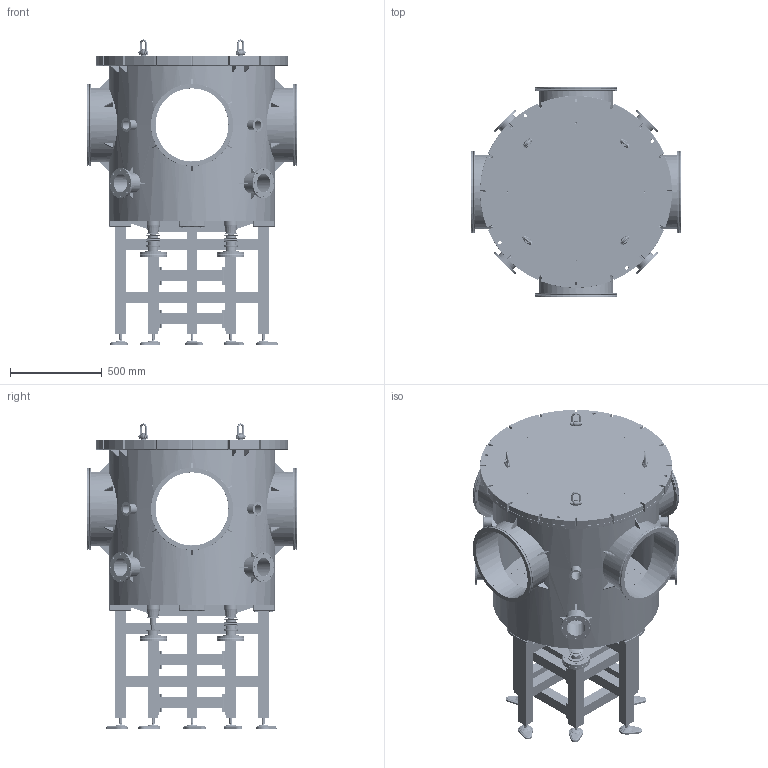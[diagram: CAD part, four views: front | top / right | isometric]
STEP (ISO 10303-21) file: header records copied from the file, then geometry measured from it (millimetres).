
FILE_DESCRIPTION (( 'STEP AP203' ), '1' );
FILE_NAME ('BeamSwitchingChamber-v3.STEP', '2025-04-29T09:31:09', ( '' ), ( '' ), 'SwSTEP 2.0', 'SolidWorks 2018', '' );
FILE_SCHEMA (( 'CONFIG_CONTROL_DESIGN' ));
Length unit declared in the file: millimetre
Products named in the file (45): Levelling elements with offset mounting LVQ.FO-80-14-SST-M16x108 (0)-1.stp; MP-1062019; Levelling elements with offset mounting LVQ.FO-80-14-SST-M16x108-2.stp; MP-1062712; formed hex screw_am_B18.2.3.2M - Formed hex screw, M12 x 1.75 x 25 --25WN; SL-1062708; MP-1062719; SL-1062709; BeamSwitchingChamber-v3; SL-1062706; SL-1062724; BeamSwitching_ChamberTable; MP-1062726; MP-1062711; SL-1062723; Levelling elements with offset mounting LVQ.FO-80-14-SST-M16x108 (0)-2.stp; Stiffener-3; MP-1062713; SLEB12.step; SL-1062705; MP-1062731; MP-1062715; Stiffener-2; BSC_Line feet; SL-1062707; SL-1062725; BeamSwitching_BreadboardTable; MP-1062710; MP-1062021; SL-1062702; SL-1062703; Stiffener-1; SL-1062704; MP-1062718; MP-1062018; BSC_Point feet; MP-1062020; SL-1062701; MP-1062720; MP-1062721 ...
Assembly tree (166 placements, depth 4):
  BeamSwitchingChamber-v3
    SL-1062701
    SL-1062702
    SL-1062703  x4
    SL-1062704  x4
    SL-1062705  x4
    SL-1062706  x5
    MP-1062710  x4
    Stiffener-2  x8
    SL-1062708
    SL-1062709
    MP-1062720  x2
    BeamSwitching_BreadboardTable
      SL-1062723  x4
      MP-1062722
      SL-1062724  x8
      MP-1062715  x4
      SL-1062725  x8
      BSC_Line feet
        MP-1062018
        MP-1062020
        MP-1062717
        MP-1062719
        MP-1062718
      BSC_Point feet
        MP-1062018
        MP-1062019
        MP-1062717
        MP-1062719
        MP-1062718
      BSC_Plane feet  x2
        MP-1062018
        MP-1062021
        MP-1062717
        MP-1062719
        MP-1062718
      Levelling elements with offset mounting LVQ.FO-80-14-SST-M16x108-2.stp  x4
        Levelling elements with offset mounting LVQ.FO-80-14-SST-M16x108 (0)-1.stp
        Levelling elements with offset mounting LVQ.FO-80-14-SST-M16x108 (0)-2.stp
      SL-1062716
      MP-1062721  x3
    MP-1062711  x4
    SL-1062707
    BeamSwitching_ChamberTable
      MP-1062712  x4
      MP-1062713  x2
      MP-1062714  x4
      MP-1062715  x4
      Levelling elements with offset mounting LVQ.FO-80-14-SST-M16x108-2.stp  x4
        Levelling elements with offset mounting LVQ.FO-80-14-SST-M16x108 (0)-1.stp
        Levelling elements with offset mounting LVQ.FO-80-14-SST-M16x108 (0)-2.stp
    MP-1062726  x8
    formed hex screw_am_B18.2.3.2M - Formed hex screw, M12 x 1.75 x 25 --25WN  x4
    Stiffener-1  x16
    Stiffener-3  x16
    SLEB12.step  x4
    MP-1062731  x4
Bounding box: 1148.02 x 1148.02 x 1666.99 mm (x, y, z)
Volume: 93797339.9 mm3; surface area: 17711748.2 mm2
Topology: 171 solids, 171 shells, 4610 faces, 10849 edges, 6664 vertices
Faces by surface type: cylinder 1826, plane 1675, cone 710, torus 327, bspline 40, sphere 32
Entity records: 73435 total; most frequent: CARTESIAN_POINT 16514, DIRECTION 10867, ORIENTED_EDGE 9578, EDGE_CURVE 4789, AXIS2_PLACEMENT_3D 4331, VERTEX_POINT 2965, EDGE_LOOP 2626, CIRCLE 2217
